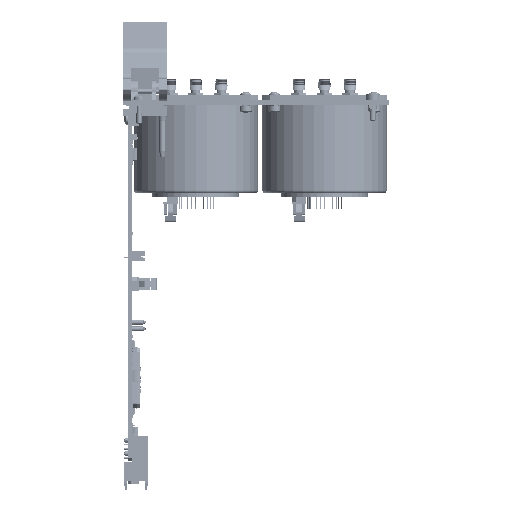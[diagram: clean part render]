
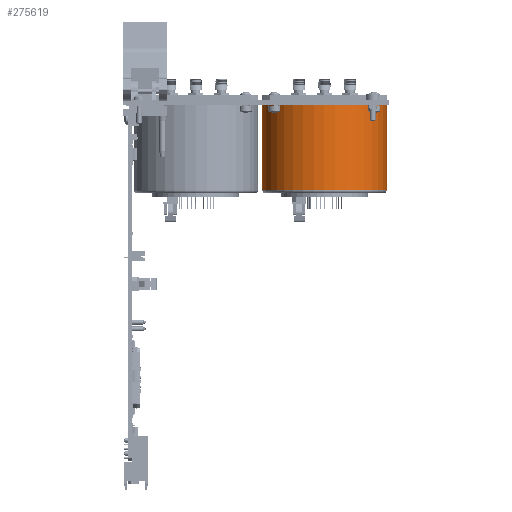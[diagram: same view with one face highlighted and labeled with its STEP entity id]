
A CAD part, front view. The second image highlights one B-rep face of the part: STEP entity #275619.
In plain terms, the highlighted cylindrical face has radius 28.45 mm (diameter 56.9 mm), a full revolution.
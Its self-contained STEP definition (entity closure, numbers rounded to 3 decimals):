
#27967 = VECTOR ( 'NONE', #204206, 1000. ) ;
#28001 = LINE ( 'NONE', #204203, #27967 ) ;
#30041 = CIRCLE ( 'NONE', #150905, 28.45 ) ;
#32312 = EDGE_LOOP ( 'NONE', ( #79913, #79849, #79801, #79757 ) ) ;
#32315 = EDGE_LOOP ( 'NONE', ( #80046 ) ) ;
#32323 = EDGE_LOOP ( 'NONE', ( #79968 ) ) ;
#41123 = CIRCLE ( 'NONE', #152784, 28.45 ) ;
#44326 = EDGE_CURVE ( 'NONE', #263770, #263770, #145224, .T. ) ;
#45193 = EDGE_CURVE ( 'NONE', #189961, #189195, #146900, .T. ) ;
#45266 = EDGE_CURVE ( 'NONE', #188895, #189961, #146972, .T. ) ;
#46317 = EDGE_CURVE ( 'NONE', #189334, #188895, #28001, .T. ) ;
#47040 = EDGE_CURVE ( 'NONE', #189195, #189334, #30041, .T. ) ;
#47943 = EDGE_CURVE ( 'NONE', #264442, #264442, #41123, .T. ) ;
#66785 = CARTESIAN_POINT ( 'NONE',  ( -30.452, -24.047, -66.374 ) ) ;
#66792 = DIRECTION ( 'NONE',  ( 0., 0., -1. ) ) ;
#67096 = CARTESIAN_POINT ( 'NONE',  ( -55.452, -37.627, -29.374 ) ) ;
#67098 = DIRECTION ( 'NONE',  ( 0., 0., -1. ) ) ;
#67101 = DIRECTION ( 'NONE',  ( -1., 0., 0. ) ) ;
#76682 = AXIS2_PLACEMENT_3D ( 'NONE', #176081, #176047, #176099 ) ;
#79757 = ORIENTED_EDGE ( 'NONE', *, *, #47040, .F. ) ;
#79801 = ORIENTED_EDGE ( 'NONE', *, *, #46317, .F. ) ;
#79849 = ORIENTED_EDGE ( 'NONE', *, *, #45266, .F. ) ;
#79913 = ORIENTED_EDGE ( 'NONE', *, *, #45193, .F. ) ;
#79968 = ORIENTED_EDGE ( 'NONE', *, *, #44326, .T. ) ;
#80046 = ORIENTED_EDGE ( 'NONE', *, *, #47943, .T. ) ;
#92644 = CARTESIAN_POINT ( 'NONE',  ( -80.452, -24.047, -29.374 ) ) ;
#92728 = CARTESIAN_POINT ( 'NONE',  ( -30.452, -24.047, -59.874 ) ) ;
#92796 = CARTESIAN_POINT ( 'NONE',  ( -80.452, -24.047, -59.874 ) ) ;
#93162 = CARTESIAN_POINT ( 'NONE',  ( -30.452, -24.047, -29.374 ) ) ;
#116691 = CARTESIAN_POINT ( 'NONE',  ( -55.452, -37.627, -24.374 ) ) ;
#116693 = DIRECTION ( 'NONE',  ( 0., 0., -1. ) ) ;
#116695 = DIRECTION ( 'NONE',  ( -1., 0., 0. ) ) ;
#145224 = CIRCLE ( 'NONE', #146935, 28.45 ) ;
#146900 = LINE ( 'NONE', #66785, #146904 ) ;
#146904 = VECTOR ( 'NONE', #66792, 1000. ) ;
#146935 = AXIS2_PLACEMENT_3D ( 'NONE', #282295, #282298, #282302 ) ;
#146972 = CIRCLE ( 'NONE', #148127, 28.45 ) ;
#148127 = AXIS2_PLACEMENT_3D ( 'NONE', #67096, #67098, #67101 ) ;
#150905 = AXIS2_PLACEMENT_3D ( 'NONE', #260231, #260233, #260235 ) ;
#152784 = AXIS2_PLACEMENT_3D ( 'NONE', #116691, #116693, #116695 ) ;
#176047 = DIRECTION ( 'NONE',  ( 0., 0., 1. ) ) ;
#176081 = CARTESIAN_POINT ( 'NONE',  ( -55.452, -37.627, -66.374 ) ) ;
#176099 = DIRECTION ( 'NONE',  ( 1., 0., 0. ) ) ;
#177861 = FACE_OUTER_BOUND ( 'NONE', #32323, .T. ) ;
#177865 = FACE_BOUND ( 'NONE', #32312, .T. ) ;
#177876 = FACE_OUTER_BOUND ( 'NONE', #32315, .T. ) ;
#177927 = CYLINDRICAL_SURFACE ( 'NONE', #76682, 28.45 ) ;
#188895 = VERTEX_POINT ( 'NONE', #92644 ) ;
#189195 = VERTEX_POINT ( 'NONE', #92728 ) ;
#189334 = VERTEX_POINT ( 'NONE', #92796 ) ;
#189961 = VERTEX_POINT ( 'NONE', #93162 ) ;
#204203 = CARTESIAN_POINT ( 'NONE',  ( -80.452, -24.047, -66.374 ) ) ;
#204206 = DIRECTION ( 'NONE',  ( 0., 0., 1. ) ) ;
#260231 = CARTESIAN_POINT ( 'NONE',  ( -55.452, -37.627, -59.874 ) ) ;
#260233 = DIRECTION ( 'NONE',  ( 0., 0., 1. ) ) ;
#260235 = DIRECTION ( 'NONE',  ( 1., 0., 0. ) ) ;
#263770 = VERTEX_POINT ( 'NONE', #266281 ) ;
#264442 = VERTEX_POINT ( 'NONE', #266963 ) ;
#266281 = CARTESIAN_POINT ( 'NONE',  ( -83.902, -37.627, -64.874 ) ) ;
#266963 = CARTESIAN_POINT ( 'NONE',  ( -83.902, -37.627, -24.374 ) ) ;
#275619 = ADVANCED_FACE ( 'NONE', ( #177876, #177861, #177865 ), #177927, .T. ) ;
#282295 = CARTESIAN_POINT ( 'NONE',  ( -55.452, -37.627, -64.874 ) ) ;
#282298 = DIRECTION ( 'NONE',  ( 0., 0., 1. ) ) ;
#282302 = DIRECTION ( 'NONE',  ( -1., 0., 0. ) ) ;
